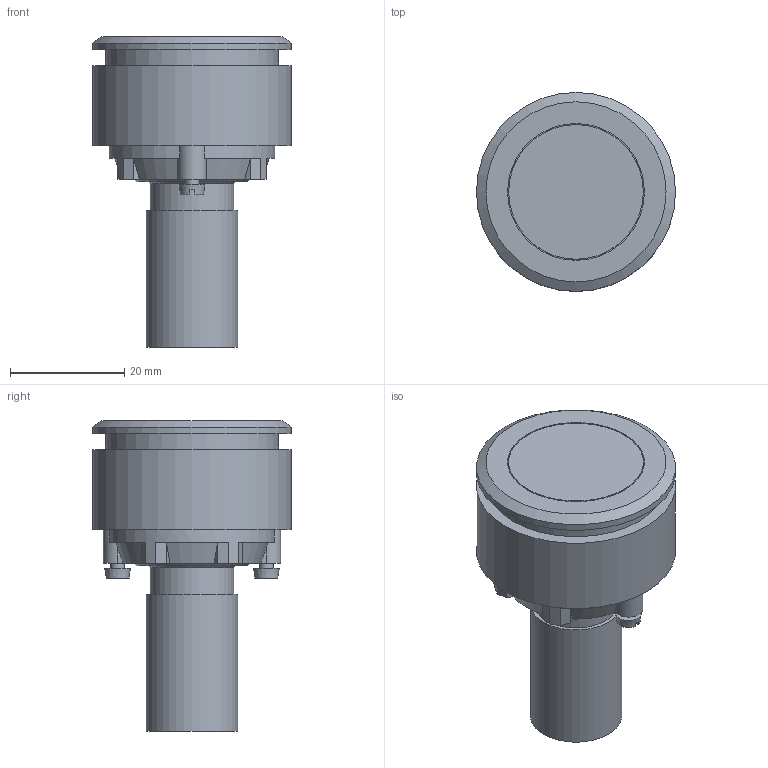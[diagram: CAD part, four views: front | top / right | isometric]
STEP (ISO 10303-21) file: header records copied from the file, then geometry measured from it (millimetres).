
FILE_DESCRIPTION((' '),'2;1');
FILE_NAME('LAKxxU31xxxxxxx.stp','2017-08-02T13:49:25',(' '),(' '),' ','ACIS',' ');
FILE_SCHEMA(('CONFIG_CONTROL_DESIGN'));
Length unit declared in the file: inch
Products named in the file (4): LAKxxU31xxxxxxx.stp; Body1; Body2; Body3
Assembly tree (3 placements, depth 2):
  LAKxxU31xxxxxxx.stp
    Body1
    Body2
    Body3
Bounding box: 34.8 x 34.8 x 54.3 mm (x, y, z)
Volume: 18956.8 mm3; surface area: 17826.8 mm2
Topology: 3 solids, 3 shells, 391 faces, 1023 edges, 673 vertices
Faces by surface type: plane 260, cylinder 54, bspline 53, cone 20, torus 3, sphere 1
Full cylindrical faces by diameter (mm): 2.4 x2, 3.1 x2, 5.7 x2, 7 x1, 13 x1, 14.5 x1, 14.6 x2, 14.7 x1, 16 x1, 16.1 x1, 19.8 x1, 21.1 x1, 21.5 x2, 23 x1, 23.55 x1, 23.94 x1, 24.6 x1, 25.917 x1, 26 x1, 29 x1, 30.25 x1, 30.8 x1, 34.8 x2
Entity records: 12440 total; most frequent: CARTESIAN_POINT 2742, ORIENTED_EDGE 1932, DIRECTION 1719, EDGE_CURVE 966, VERTEX_POINT 659, VECTOR 635, LINE 635, AXIS2_PLACEMENT_3D 542
